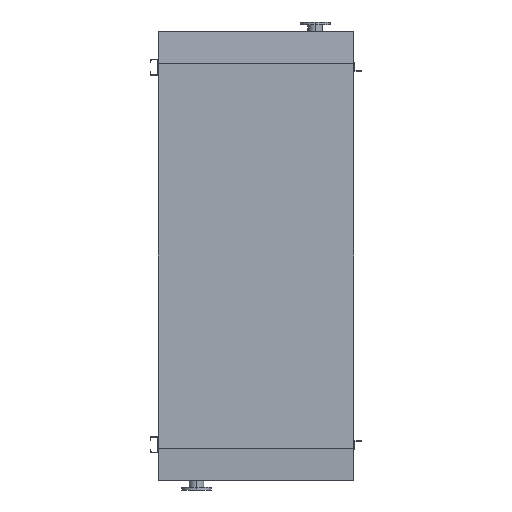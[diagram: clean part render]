
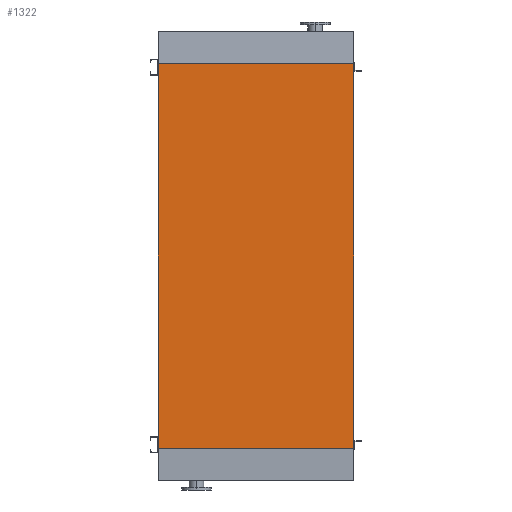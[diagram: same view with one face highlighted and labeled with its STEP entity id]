
A CAD part, front view. The second image highlights one B-rep face of the part: STEP entity #1322.
In plain terms, the highlighted planar face has unit normal (0, -1, 0).
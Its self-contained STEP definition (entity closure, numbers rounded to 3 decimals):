
#210 = VERTEX_POINT ( 'NONE', #7515 ) ;
#224 = VECTOR ( 'NONE', #4007, 1000. ) ;
#374 = DIRECTION ( 'NONE',  ( 0., 0., 1. ) ) ;
#845 = LINE ( 'NONE', #4795, #9518 ) ;
#1031 = ORIENTED_EDGE ( 'NONE', *, *, #7923, .F. ) ;
#1292 = PLANE ( 'NONE',  #7738 ) ;
#1322 = ADVANCED_FACE ( 'NONE', ( #8313 ), #1292, .T. ) ;
#1514 = CARTESIAN_POINT ( 'NONE',  ( -725., 0., -2850. ) ) ;
#1699 = LINE ( 'NONE', #5801, #224 ) ;
#1909 = ORIENTED_EDGE ( 'NONE', *, *, #9225, .F. ) ;
#2020 = EDGE_CURVE ( 'NONE', #2111, #210, #2292, .T. ) ;
#2111 = VERTEX_POINT ( 'NONE', #2244 ) ;
#2201 = ORIENTED_EDGE ( 'NONE', *, *, #5604, .T. ) ;
#2244 = CARTESIAN_POINT ( 'NONE',  ( -725., 0., -2850. ) ) ;
#2292 = LINE ( 'NONE', #1514, #7263 ) ;
#3321 = DIRECTION ( 'NONE',  ( 0., 0., 1. ) ) ;
#4007 = DIRECTION ( 'NONE',  ( 1., 0., 0. ) ) ;
#4795 = CARTESIAN_POINT ( 'NONE',  ( -725., 0., -2850. ) ) ;
#5022 = CARTESIAN_POINT ( 'NONE',  ( 725., 0., 0. ) ) ;
#5135 = CARTESIAN_POINT ( 'NONE',  ( -725., 0., 0. ) ) ;
#5140 = LINE ( 'NONE', #8358, #8196 ) ;
#5604 = EDGE_CURVE ( 'NONE', #210, #7166, #5140, .T. ) ;
#5801 = CARTESIAN_POINT ( 'NONE',  ( -725., 0., 0. ) ) ;
#7166 = VERTEX_POINT ( 'NONE', #5022 ) ;
#7263 = VECTOR ( 'NONE', #7617, 1000. ) ;
#7515 = CARTESIAN_POINT ( 'NONE',  ( 725., 0., -2850. ) ) ;
#7617 = DIRECTION ( 'NONE',  ( 1., 0., 0. ) ) ;
#7693 = DIRECTION ( 'NONE',  ( 0., 0., -1. ) ) ;
#7738 = AXIS2_PLACEMENT_3D ( 'NONE', #9917, #8270, #7693 ) ;
#7842 = EDGE_LOOP ( 'NONE', ( #1909, #1031, #7994, #2201 ) ) ;
#7923 = EDGE_CURVE ( 'NONE', #2111, #9925, #845, .T. ) ;
#7994 = ORIENTED_EDGE ( 'NONE', *, *, #2020, .T. ) ;
#8196 = VECTOR ( 'NONE', #374, 1000. ) ;
#8270 = DIRECTION ( 'NONE',  ( 0., -1., 0. ) ) ;
#8313 = FACE_OUTER_BOUND ( 'NONE', #7842, .T. ) ;
#8358 = CARTESIAN_POINT ( 'NONE',  ( 725., 0., -2850. ) ) ;
#9225 = EDGE_CURVE ( 'NONE', #9925, #7166, #1699, .T. ) ;
#9518 = VECTOR ( 'NONE', #3321, 1000. ) ;
#9917 = CARTESIAN_POINT ( 'NONE',  ( -725., 0., -2850. ) ) ;
#9925 = VERTEX_POINT ( 'NONE', #5135 ) ;
